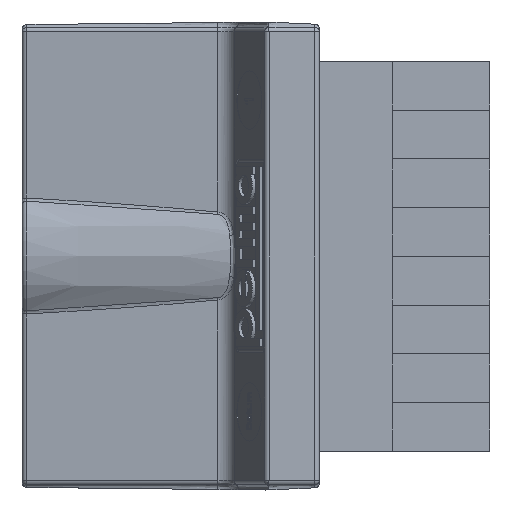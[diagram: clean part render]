
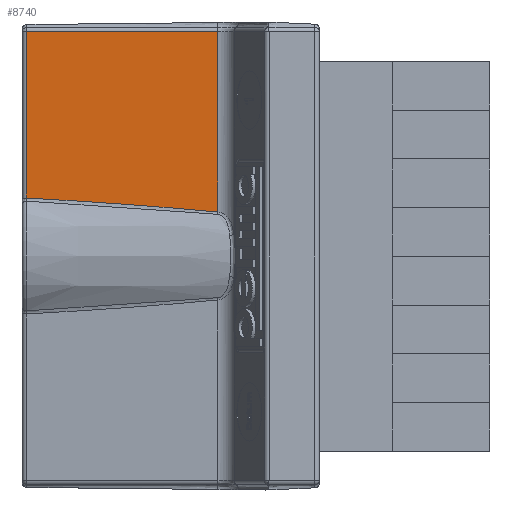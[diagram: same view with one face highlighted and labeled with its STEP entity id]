
A CAD part, left-side view. The second image highlights one B-rep face of the part: STEP entity #8740.
In plain terms, the highlighted planar face has unit normal (-0.997, 0.079, 0).
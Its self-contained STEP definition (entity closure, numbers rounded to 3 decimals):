
#754=FACE_OUTER_BOUND('',#1271,.T.);
#1271=EDGE_LOOP('',(#5595,#5596,#5597,#5598,#5599));
#1831=ELLIPSE('',#9421,100.386,7.427);
#1832=ELLIPSE('',#9422,3.754,3.241);
#1903=LINE('',#12132,#2672);
#1916=LINE('',#12500,#2685);
#1917=LINE('',#12506,#2686);
#2672=VECTOR('',#10042,10.);
#2685=VECTOR('',#10169,10.);
#2686=VECTOR('',#10176,2.);
#3450=VERTEX_POINT('',#12129);
#3451=VERTEX_POINT('',#12131);
#3491=VERTEX_POINT('',#12499);
#3492=VERTEX_POINT('',#12503);
#3493=VERTEX_POINT('',#12505);
#4240=EDGE_CURVE('',#3450,#3451,#1903,.T.);
#4302=EDGE_CURVE('',#3451,#3491,#1916,.T.);
#4304=EDGE_CURVE('',#3492,#3450,#1831,.T.);
#4305=EDGE_CURVE('',#3493,#3492,#1917,.T.);
#4306=EDGE_CURVE('',#3491,#3493,#1832,.T.);
#5595=ORIENTED_EDGE('',*,*,#4240,.F.);
#5596=ORIENTED_EDGE('',*,*,#4304,.F.);
#5597=ORIENTED_EDGE('',*,*,#4305,.F.);
#5598=ORIENTED_EDGE('',*,*,#4306,.F.);
#5599=ORIENTED_EDGE('',*,*,#4302,.F.);
#8025=PLANE('',#9420);
#8740=ADVANCED_FACE('',(#754),#8025,.T.);
#9420=AXIS2_PLACEMENT_3D('',#12502,#10172,#10173);
#9421=AXIS2_PLACEMENT_3D('',#12504,#10174,#10175);
#9422=AXIS2_PLACEMENT_3D('',#12507,#10177,#10178);
#10042=DIRECTION('',(0.,0.,1.));
#10169=DIRECTION('',(-0.078,-0.997,0.));
#10172=DIRECTION('center_axis',(-0.997,0.078,0.));
#10173=DIRECTION('ref_axis',(0.078,0.997,0.));
#10174=DIRECTION('center_axis',(-0.997,0.078,0.));
#10175=DIRECTION('ref_axis',(-0.078,-0.997,0.));
#10176=DIRECTION('',(0.,0.,-1.));
#10177=DIRECTION('center_axis',(-0.997,0.078,0.));
#10178=DIRECTION('ref_axis',(0.078,0.99,-0.117));
#12129=CARTESIAN_POINT('',(-6.84,2.039,39.698));
#12131=CARTESIAN_POINT('',(-6.84,2.039,56.764));
#12132=CARTESIAN_POINT('',(-6.84,2.039,33.751));
#12499=CARTESIAN_POINT('',(-8.383,-17.57,56.764));
#12500=CARTESIAN_POINT('',(-7.,0.,56.764));
#12502=CARTESIAN_POINT('Origin',(-7.,0.,67.501));
#12503=CARTESIAN_POINT('',(-8.384,-17.591,38.255));
#12504=CARTESIAN_POINT('Origin',(-2.122,61.979,33.75));
#12505=CARTESIAN_POINT('',(-8.384,-17.591,56.764));
#12506=CARTESIAN_POINT('',(-8.384,-17.591,67.501));
#12507=CARTESIAN_POINT('Origin',(-8.394,-17.718,60.013));
